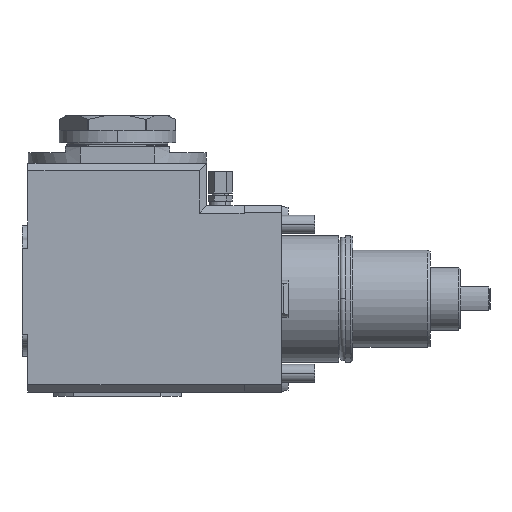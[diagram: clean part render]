
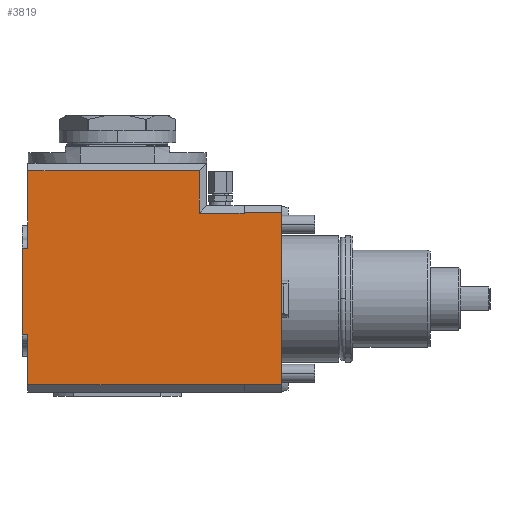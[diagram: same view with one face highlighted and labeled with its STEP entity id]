
A CAD part, front view. The second image highlights one B-rep face of the part: STEP entity #3819.
In plain terms, the highlighted planar face has unit normal (0, -1, 0).
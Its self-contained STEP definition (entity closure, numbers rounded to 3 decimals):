
#38=DIRECTION('',(0.,0.,-1.));
#39=VECTOR('',#38,115.217);
#40=CARTESIAN_POINT('',(0.,-62.5,57.609));
#41=LINE('',#40,#39);
#289=DIRECTION('',(0.,0.,1.));
#290=VECTOR('',#289,33.5);
#291=CARTESIAN_POINT('',(-170.,-62.5,-57.5));
#292=LINE('',#291,#290);
#293=DIRECTION('',(1.,0.,0.));
#294=VECTOR('',#293,4.);
#295=CARTESIAN_POINT('',(-174.,-62.5,-24.));
#296=LINE('',#295,#294);
#297=DIRECTION('',(1.,0.,0.));
#298=VECTOR('',#297,4.);
#299=CARTESIAN_POINT('',(-174.,-62.5,34.));
#300=LINE('',#299,#298);
#301=DIRECTION('',(0.,0.,1.));
#302=VECTOR('',#301,52.);
#303=CARTESIAN_POINT('',(-170.,-62.5,34.));
#304=LINE('',#303,#302);
#305=DIRECTION('',(-1.,0.,0.));
#306=VECTOR('',#305,115.);
#307=CARTESIAN_POINT('',(-55.,-62.5,86.));
#308=LINE('',#307,#306);
#309=DIRECTION('',(0.,0.,1.));
#310=VECTOR('',#309,28.5);
#311=CARTESIAN_POINT('',(-55.,-62.5,57.5));
#312=LINE('',#311,#310);
#313=DIRECTION('',(-1.,0.,0.));
#314=VECTOR('',#313,30.);
#315=CARTESIAN_POINT('',(-25.,-62.5,57.5));
#316=LINE('',#315,#314);
#317=DIRECTION('',(-1.,0.,0.));
#318=VECTOR('',#317,25.);
#319=CARTESIAN_POINT('',(0.,-62.5,57.609));
#320=LINE('',#319,#318);
#321=DIRECTION('',(-1.,0.,0.));
#322=VECTOR('',#321,25.);
#323=CARTESIAN_POINT('',(0.,-62.5,-57.609));
#324=LINE('',#323,#322);
#325=DIRECTION('',(1.,0.,0.));
#326=VECTOR('',#325,145.);
#327=CARTESIAN_POINT('',(-170.,-62.5,-57.5));
#328=LINE('',#327,#326);
#449=DIRECTION('',(0.,0.,1.));
#450=VECTOR('',#449,58.);
#451=CARTESIAN_POINT('',(-174.,-62.5,-24.));
#452=LINE('',#451,#450);
#769=DIRECTION('',(0.,0.,-1.));
#770=VECTOR('',#769,0.109);
#771=CARTESIAN_POINT('',(-25.,-62.5,-57.5));
#772=LINE('',#771,#770);
#985=DIRECTION('',(0.,0.,-1.));
#986=VECTOR('',#985,0.109);
#987=CARTESIAN_POINT('',(-25.,-62.5,57.609));
#988=LINE('',#987,#986);
#2780=CARTESIAN_POINT('',(-170.,-62.5,-57.5));
#2782=VERTEX_POINT('',#2780);
#2787=CARTESIAN_POINT('',(-55.,-62.5,57.5));
#2788=VERTEX_POINT('',#2787);
#2799=CARTESIAN_POINT('',(-170.,-62.5,86.));
#2801=VERTEX_POINT('',#2799);
#2805=CARTESIAN_POINT('',(-55.,-62.5,86.));
#2806=VERTEX_POINT('',#2805);
#2837=CARTESIAN_POINT('',(0.,-62.5,57.609));
#2838=CARTESIAN_POINT('',(0.,-62.5,-57.609));
#2839=VERTEX_POINT('',#2837);
#2840=VERTEX_POINT('',#2838);
#2845=CARTESIAN_POINT('',(-25.,-62.5,-57.609));
#2846=VERTEX_POINT('',#2845);
#2847=CARTESIAN_POINT('',(-25.,-62.5,57.609));
#2848=VERTEX_POINT('',#2847);
#2879=CARTESIAN_POINT('',(-25.,-62.5,-57.5));
#2881=VERTEX_POINT('',#2879);
#2887=CARTESIAN_POINT('',(-25.,-62.5,57.5));
#2889=VERTEX_POINT('',#2887);
#3246=CARTESIAN_POINT('',(-174.,-62.5,-24.));
#3248=VERTEX_POINT('',#3246);
#3249=CARTESIAN_POINT('',(-174.,-62.5,34.));
#3251=VERTEX_POINT('',#3249);
#3285=CARTESIAN_POINT('',(-170.,-62.5,-24.));
#3286=VERTEX_POINT('',#3285);
#3287=CARTESIAN_POINT('',(-170.,-62.5,34.));
#3288=VERTEX_POINT('',#3287);
#3787=CARTESIAN_POINT('',(-25.,-62.5,0.));
#3788=DIRECTION('',(0.,1.,0.));
#3789=DIRECTION('',(0.,0.,-1.));
#3790=AXIS2_PLACEMENT_3D('',#3787,#3788,#3789);
#3791=PLANE('',#3790);
#3793=ORIENTED_EDGE('',*,*,#3792,.T.);
#3795=ORIENTED_EDGE('',*,*,#3794,.F.);
#3797=ORIENTED_EDGE('',*,*,#3796,.T.);
#3798=ORIENTED_EDGE('',*,*,#3779,.T.);
#3799=ORIENTED_EDGE('',*,*,#3735,.T.);
#3801=ORIENTED_EDGE('',*,*,#3800,.F.);
#3803=ORIENTED_EDGE('',*,*,#3802,.F.);
#3805=ORIENTED_EDGE('',*,*,#3804,.F.);
#3807=ORIENTED_EDGE('',*,*,#3806,.F.);
#3809=ORIENTED_EDGE('',*,*,#3808,.F.);
#3810=ORIENTED_EDGE('',*,*,#3546,.T.);
#3812=ORIENTED_EDGE('',*,*,#3811,.T.);
#3814=ORIENTED_EDGE('',*,*,#3813,.F.);
#3816=ORIENTED_EDGE('',*,*,#3815,.F.);
#3817=EDGE_LOOP('',(#3793,#3795,#3797,#3798,#3799,#3801,#3803,#3805,#3807,#3809,
#3810,#3812,#3814,#3816));
#3818=FACE_OUTER_BOUND('',#3817,.F.);
#3819=ADVANCED_FACE('',(#3818),#3791,.F.);
#3546=EDGE_CURVE('',#2839,#2840,#41,.T.);
#3735=EDGE_CURVE('',#3288,#2801,#304,.T.);
#3779=EDGE_CURVE('',#3251,#3288,#300,.T.);
#3792=EDGE_CURVE('',#2782,#3286,#292,.T.);
#3794=EDGE_CURVE('',#3248,#3286,#296,.T.);
#3796=EDGE_CURVE('',#3248,#3251,#452,.T.);
#3800=EDGE_CURVE('',#2806,#2801,#308,.T.);
#3802=EDGE_CURVE('',#2788,#2806,#312,.T.);
#3804=EDGE_CURVE('',#2889,#2788,#316,.T.);
#3806=EDGE_CURVE('',#2848,#2889,#988,.T.);
#3808=EDGE_CURVE('',#2839,#2848,#320,.T.);
#3811=EDGE_CURVE('',#2840,#2846,#324,.T.);
#3813=EDGE_CURVE('',#2881,#2846,#772,.T.);
#3815=EDGE_CURVE('',#2782,#2881,#328,.T.);
